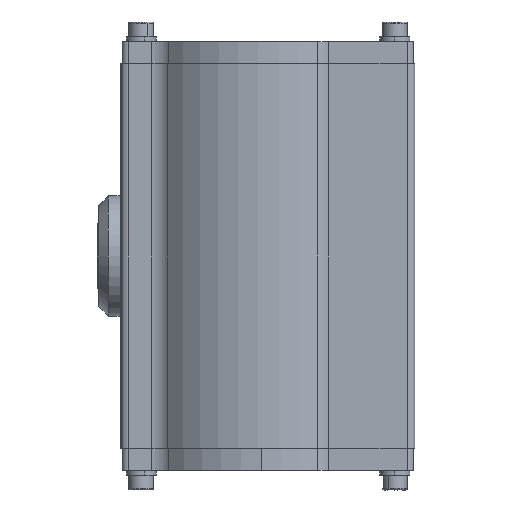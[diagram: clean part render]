
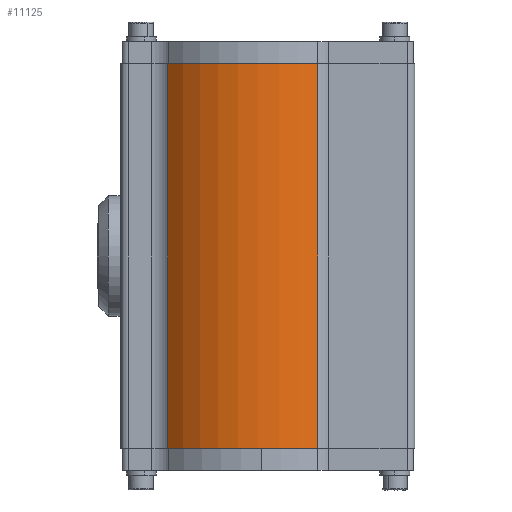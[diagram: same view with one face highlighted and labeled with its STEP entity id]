
A CAD part, left-side view. The second image highlights one B-rep face of the part: STEP entity #11125.
In plain terms, the highlighted cylindrical face has radius 51.75 mm (diameter 103.5 mm), a partial arc.
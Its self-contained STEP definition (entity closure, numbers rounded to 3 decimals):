
#500 = DIRECTION ( 'NONE',  ( 0., 0., 1. ) ) ;
#846 = DIRECTION ( 'NONE',  ( 0., 0., 1. ) ) ;
#1369 = CARTESIAN_POINT ( 'NONE',  ( 0., 0., -78. ) ) ;
#1906 = LINE ( 'NONE', #6141, #20218 ) ;
#2186 = CARTESIAN_POINT ( 'NONE',  ( -46.512, -22.687, -78. ) ) ;
#3060 = CARTESIAN_POINT ( 'NONE',  ( 0., 0., 78. ) ) ;
#3129 = DIRECTION ( 'NONE',  ( 1., 0., 0. ) ) ;
#4083 = DIRECTION ( 'NONE',  ( 1., 0., 0. ) ) ;
#4826 = DIRECTION ( 'NONE',  ( 1., 0., 0. ) ) ;
#5216 = VERTEX_POINT ( 'NONE', #5647 ) ;
#5639 = CARTESIAN_POINT ( 'NONE',  ( -34.926, 38.187, -78. ) ) ;
#5647 = CARTESIAN_POINT ( 'NONE',  ( -34.926, 38.187, 78. ) ) ;
#5923 = VERTEX_POINT ( 'NONE', #22206 ) ;
#6141 = CARTESIAN_POINT ( 'NONE',  ( -46.512, -22.687, 0. ) ) ;
#6456 = CARTESIAN_POINT ( 'NONE',  ( -34.926, 38.187, 0. ) ) ;
#7140 = FACE_OUTER_BOUND ( 'NONE', #9271, .T. ) ;
#7746 = VERTEX_POINT ( 'NONE', #2186 ) ;
#7969 = LINE ( 'NONE', #6456, #12675 ) ;
#8535 = AXIS2_PLACEMENT_3D ( 'NONE', #1369, #13761, #3129 ) ;
#8606 = EDGE_CURVE ( 'NONE', #5216, #22442, #7969, .T. ) ;
#9271 = EDGE_LOOP ( 'NONE', ( #22236, #22884, #17242, #20939 ) ) ;
#11125 = ADVANCED_FACE ( 'NONE', ( #7140 ), #14341, .T. ) ;
#11992 = EDGE_CURVE ( 'NONE', #22442, #7746, #19840, .T. ) ;
#12675 = VECTOR ( 'NONE', #20770, 1000. ) ;
#13761 = DIRECTION ( 'NONE',  ( 0., 0., 1. ) ) ;
#14260 = EDGE_CURVE ( 'NONE', #5923, #5216, #17521, .T. ) ;
#14341 = CYLINDRICAL_SURFACE ( 'NONE', #18326, 51.75 ) ;
#15442 = DIRECTION ( 'NONE',  ( 0., 0., -1. ) ) ;
#16445 = CARTESIAN_POINT ( 'NONE',  ( 0., 0., 0. ) ) ;
#17242 = ORIENTED_EDGE ( 'NONE', *, *, #14260, .T. ) ;
#17521 = CIRCLE ( 'NONE', #19903, 51.75 ) ;
#18326 = AXIS2_PLACEMENT_3D ( 'NONE', #16445, #500, #4083 ) ;
#19179 = EDGE_CURVE ( 'NONE', #7746, #5923, #1906, .T. ) ;
#19840 = CIRCLE ( 'NONE', #8535, 51.75 ) ;
#19903 = AXIS2_PLACEMENT_3D ( 'NONE', #3060, #15442, #4826 ) ;
#20218 = VECTOR ( 'NONE', #846, 1000. ) ;
#20770 = DIRECTION ( 'NONE',  ( 0., 0., -1. ) ) ;
#20939 = ORIENTED_EDGE ( 'NONE', *, *, #8606, .T. ) ;
#22206 = CARTESIAN_POINT ( 'NONE',  ( -46.512, -22.687, 78. ) ) ;
#22236 = ORIENTED_EDGE ( 'NONE', *, *, #11992, .T. ) ;
#22442 = VERTEX_POINT ( 'NONE', #5639 ) ;
#22884 = ORIENTED_EDGE ( 'NONE', *, *, #19179, .T. ) ;
